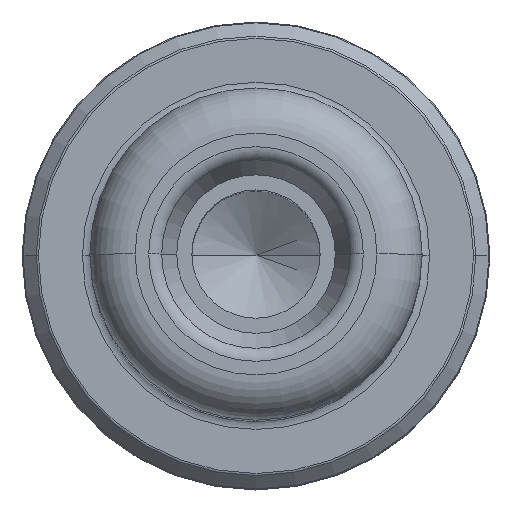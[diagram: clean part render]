
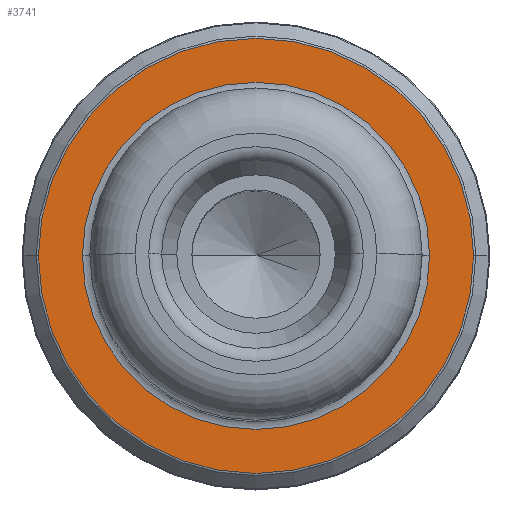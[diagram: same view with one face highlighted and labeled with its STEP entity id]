
A CAD part, top view. The second image highlights one B-rep face of the part: STEP entity #3741.
In plain terms, the highlighted planar face has unit normal (0, 0, 1).
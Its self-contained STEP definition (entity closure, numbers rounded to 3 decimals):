
#53 = CARTESIAN_POINT ( 'NONE',  ( 14.417, 0., 24. ) ) ;
#222 = CIRCLE ( 'NONE', #3070, 14.417 ) ;
#265 = DIRECTION ( 'NONE',  ( -1., 0., 0. ) ) ;
#295 = AXIS2_PLACEMENT_3D ( 'NONE', #3693, #1483, #265 ) ;
#330 = DIRECTION ( 'NONE',  ( 0., 0., -1. ) ) ;
#389 = CARTESIAN_POINT ( 'NONE',  ( 11.5, 0., 24. ) ) ;
#467 = CARTESIAN_POINT ( 'NONE',  ( -11.5, 0., 24. ) ) ;
#617 = CIRCLE ( 'NONE', #1458, 11.5 ) ;
#622 = FACE_OUTER_BOUND ( 'NONE', #2821, .T. ) ;
#760 = CIRCLE ( 'NONE', #3740, 14.417 ) ;
#857 = CARTESIAN_POINT ( 'NONE',  ( 0., 0., 24. ) ) ;
#939 = CIRCLE ( 'NONE', #295, 11.5 ) ;
#1433 = ORIENTED_EDGE ( 'NONE', *, *, #2053, .T. ) ;
#1458 = AXIS2_PLACEMENT_3D ( 'NONE', #3101, #330, #3668 ) ;
#1483 = DIRECTION ( 'NONE',  ( 0., 0., -1. ) ) ;
#1489 = CARTESIAN_POINT ( 'NONE',  ( 0., 0., 24. ) ) ;
#1512 = DIRECTION ( 'NONE',  ( 0., 0., 1. ) ) ;
#1568 = EDGE_CURVE ( 'NONE', #3347, #1683, #760, .T. ) ;
#1683 = VERTEX_POINT ( 'NONE', #53 ) ;
#1804 = FACE_BOUND ( 'NONE', #3223, .T. ) ;
#1872 = CARTESIAN_POINT ( 'NONE',  ( 0., 0., 24. ) ) ;
#1976 = EDGE_CURVE ( 'NONE', #2125, #2592, #939, .T. ) ;
#2053 = EDGE_CURVE ( 'NONE', #2592, #2125, #617, .T. ) ;
#2125 = VERTEX_POINT ( 'NONE', #389 ) ;
#2161 = DIRECTION ( 'NONE',  ( 1., 0., 0. ) ) ;
#2592 = VERTEX_POINT ( 'NONE', #467 ) ;
#2821 = EDGE_LOOP ( 'NONE', ( #3337, #3983 ) ) ;
#2896 = ORIENTED_EDGE ( 'NONE', *, *, #1976, .T. ) ;
#3070 = AXIS2_PLACEMENT_3D ( 'NONE', #857, #3382, #4001 ) ;
#3076 = DIRECTION ( 'NONE',  ( 1., 0., 0. ) ) ;
#3093 = DIRECTION ( 'NONE',  ( 0., 0., 1. ) ) ;
#3101 = CARTESIAN_POINT ( 'NONE',  ( 0., 0., 24. ) ) ;
#3178 = EDGE_CURVE ( 'NONE', #1683, #3347, #222, .T. ) ;
#3223 = EDGE_LOOP ( 'NONE', ( #1433, #2896 ) ) ;
#3306 = AXIS2_PLACEMENT_3D ( 'NONE', #1872, #3093, #3076 ) ;
#3337 = ORIENTED_EDGE ( 'NONE', *, *, #3178, .T. ) ;
#3347 = VERTEX_POINT ( 'NONE', #3473 ) ;
#3355 = PLANE ( 'NONE',  #3306 ) ;
#3382 = DIRECTION ( 'NONE',  ( 0., 0., 1. ) ) ;
#3473 = CARTESIAN_POINT ( 'NONE',  ( -14.417, 0., 24. ) ) ;
#3668 = DIRECTION ( 'NONE',  ( -1., 0., 0. ) ) ;
#3693 = CARTESIAN_POINT ( 'NONE',  ( 0., 0., 24. ) ) ;
#3740 = AXIS2_PLACEMENT_3D ( 'NONE', #1489, #1512, #2161 ) ;
#3741 = ADVANCED_FACE ( 'NONE', ( #1804, #622 ), #3355, .T. ) ;
#3983 = ORIENTED_EDGE ( 'NONE', *, *, #1568, .T. ) ;
#4001 = DIRECTION ( 'NONE',  ( 1., 0., 0. ) ) ;
